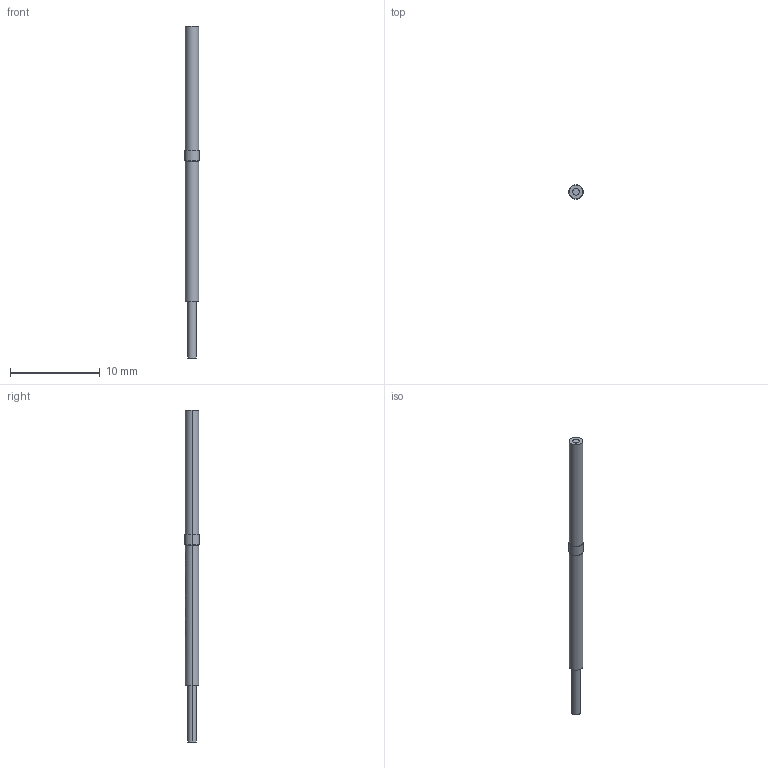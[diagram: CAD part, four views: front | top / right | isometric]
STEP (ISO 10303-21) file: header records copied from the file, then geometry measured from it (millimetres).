
FILE_DESCRIPTION (( 'STEP AP214' ), '1' );
FILE_NAME ('FOACAMPDR49Y_3D.STEP', '2022-02-03T15:44:45', ( '' ), ( '' ), 'SwSTEP 2.0', 'SolidWorks 2021', '' );
FILE_SCHEMA (( 'AUTOMOTIVE_DESIGN' ));
Length unit declared in the file: inch
Products named in the file (1): FOACAMPDR49Y_3D
Bounding box: 1.61 x 1.61 x 37 mm (x, y, z)
Volume: 57.4 mm3; surface area: 277.4 mm2
Topology: 1 solids, 1 shells, 213 faces, 545 edges, 362 vertices
Faces by surface type: plane 166, bspline 25, cylinder 20, cone 2
Entity records: 10881 total; most frequent: CARTESIAN_POINT 3089, ORIENTED_EDGE 1090, DIRECTION 935, EDGE_CURVE 545, LINE 395, VECTOR 395, VERTEX_POINT 362, AXIS2_PLACEMENT_3D 270
